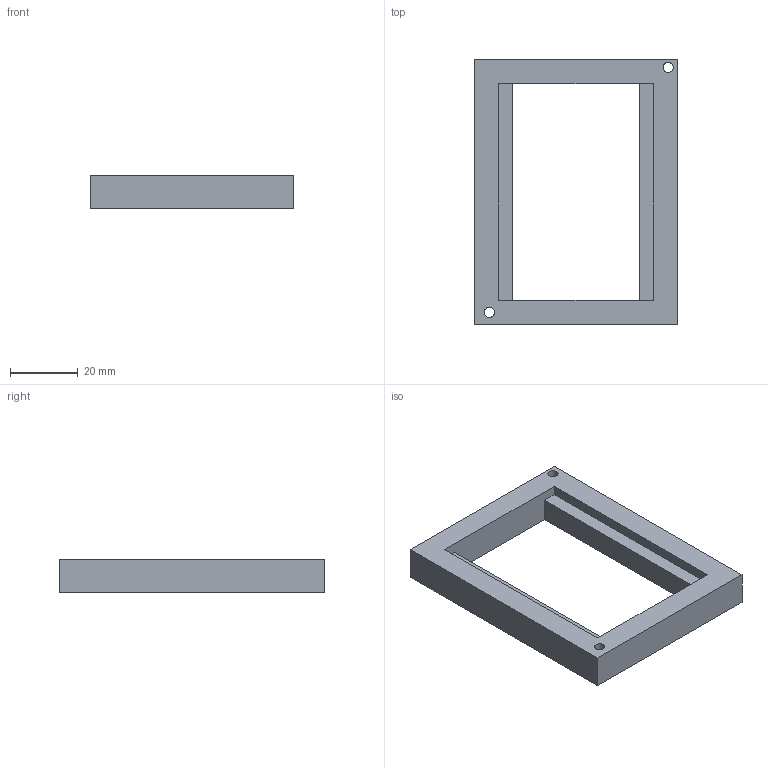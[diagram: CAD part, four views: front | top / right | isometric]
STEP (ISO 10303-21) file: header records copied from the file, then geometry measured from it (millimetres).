
FILE_DESCRIPTION(/* description */ ('KiCad electronic assembly'),/* implementation_level */ '2;1');
FILE_NAME(/* name */ 'hpad_bottom.step',/* time_stamp */ '2025-12-25T22:23:21-05:00',/* author */ (''),/* organization */ (''),/* preprocessor_version */ 'ST-DEVELOPER v20.1',/* originating_system */ 'Autodesk Translation Framework v14.21.0.0',/* authorisation */ '');
FILE_SCHEMA (('AUTOMOTIVE_DESIGN { 1 0 10303 214 3 1 1 }'));
Length unit declared in the file: millimetre
Products named in the file (1): hpad 1
Bounding box: 60.24 x 78.47 x 10 mm (x, y, z)
Volume: 21452.9 mm3; surface area: 9642.9 mm2
Topology: 1 solids, 1 shells, 16 faces, 42 edges, 28 vertices
Faces by surface type: plane 14, cylinder 2
Full cylindrical faces by diameter (mm): 3 x2
Entity records: 524 total; most frequent: CARTESIAN_POINT 87, ORIENTED_EDGE 84, DIRECTION 80, EDGE_CURVE 42, LINE 38, VECTOR 38, VERTEX_POINT 28, EDGE_LOOP 22
